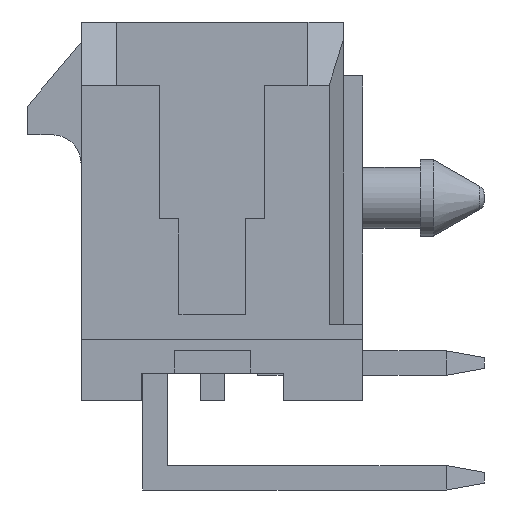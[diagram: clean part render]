
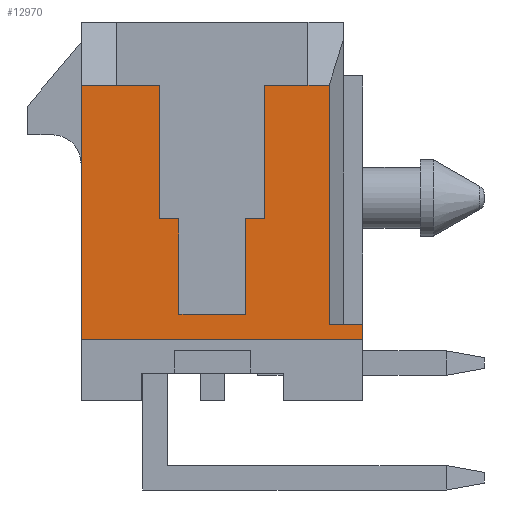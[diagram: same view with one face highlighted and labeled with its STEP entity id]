
A CAD part, left-side view. The second image highlights one B-rep face of the part: STEP entity #12970.
In plain terms, the highlighted planar face has unit normal (-1, 0, 0).
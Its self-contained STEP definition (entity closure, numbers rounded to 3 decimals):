
#1=DIRECTION('',(0.,0.,-1.));
#2=VECTOR('',#1,3.5);
#3=CARTESIAN_POINT('',(-19.825,-1.375,3.3));
#4=LINE('',#3,#2);
#5=DIRECTION('',(0.,1.,0.));
#6=VECTOR('',#5,1.125);
#7=CARTESIAN_POINT('',(-19.825,-2.5,3.3));
#8=LINE('',#7,#6);
#9=DIRECTION('',(0.,-1.,0.));
#10=VECTOR('',#9,0.555);
#11=CARTESIAN_POINT('',(-19.825,-2.5,3.3));
#12=LINE('',#11,#10);
#13=DIRECTION('',(0.,0.,-1.));
#14=VECTOR('',#13,6.26);
#15=CARTESIAN_POINT('',(-19.825,-3.055,3.3));
#16=LINE('',#15,#14);
#17=DIRECTION('',(0.,0.,-1.));
#18=VECTOR('',#17,0.4);
#19=CARTESIAN_POINT('',(-19.825,-3.935,-2.96));
#20=LINE('',#19,#18);
#21=DIRECTION('',(0.,1.,0.));
#22=VECTOR('',#21,7.37);
#23=CARTESIAN_POINT('',(-19.825,-3.935,-3.36));
#24=LINE('',#23,#22);
#25=DIRECTION('',(0.,0.,1.));
#26=VECTOR('',#25,6.66);
#27=CARTESIAN_POINT('',(-19.825,3.435,-3.36));
#28=LINE('',#27,#26);
#29=DIRECTION('',(0.,-1.,0.));
#30=VECTOR('',#29,0.935);
#31=CARTESIAN_POINT('',(-19.825,3.435,3.3));
#32=LINE('',#31,#30);
#33=DIRECTION('',(0.,1.,0.));
#34=VECTOR('',#33,1.125);
#35=CARTESIAN_POINT('',(-19.825,1.375,3.3));
#36=LINE('',#35,#34);
#37=DIRECTION('',(0.,0.,-1.));
#38=VECTOR('',#37,3.5);
#39=CARTESIAN_POINT('',(-19.825,1.375,3.3));
#40=LINE('',#39,#38);
#41=DIRECTION('',(0.,1.,0.));
#42=VECTOR('',#41,0.5);
#43=CARTESIAN_POINT('',(-19.825,0.875,-0.2));
#44=LINE('',#43,#42);
#45=DIRECTION('',(0.,0.,1.));
#46=VECTOR('',#45,2.5);
#47=CARTESIAN_POINT('',(-19.825,0.875,-2.7));
#48=LINE('',#47,#46);
#49=DIRECTION('',(0.,1.,0.));
#50=VECTOR('',#49,1.75);
#51=CARTESIAN_POINT('',(-19.825,-0.875,-2.7));
#52=LINE('',#51,#50);
#53=DIRECTION('',(0.,0.,-1.));
#54=VECTOR('',#53,2.5);
#55=CARTESIAN_POINT('',(-19.825,-0.875,-0.2));
#56=LINE('',#55,#54);
#57=DIRECTION('',(0.,1.,0.));
#58=VECTOR('',#57,0.5);
#59=CARTESIAN_POINT('',(-19.825,-1.375,-0.2));
#60=LINE('',#59,#58);
#9729=DIRECTION('',(0.,1.,0.));
#9730=VECTOR('',#9729,0.88);
#9731=CARTESIAN_POINT('',(-19.825,-3.935,-2.96));
#9732=LINE('',#9731,#9730);
#9898=CARTESIAN_POINT('',(-19.825,3.435,3.3));
#9900=VERTEX_POINT('',#9898);
#9943=CARTESIAN_POINT('',(-19.825,-3.935,-2.96));
#9944=CARTESIAN_POINT('',(-19.825,-3.055,-2.96));
#9945=VERTEX_POINT('',#9943);
#9946=VERTEX_POINT('',#9944);
#9951=CARTESIAN_POINT('',(-19.825,2.5,3.3));
#9952=VERTEX_POINT('',#9951);
#9953=CARTESIAN_POINT('',(-19.825,-2.5,3.3));
#9954=VERTEX_POINT('',#9953);
#9955=CARTESIAN_POINT('',(-19.825,-3.055,3.3));
#9956=VERTEX_POINT('',#9955);
#10195=CARTESIAN_POINT('',(-19.825,-1.375,3.3));
#10196=CARTESIAN_POINT('',(-19.825,-1.375,-0.2));
#10197=VERTEX_POINT('',#10195);
#10198=VERTEX_POINT('',#10196);
#10199=CARTESIAN_POINT('',(-19.825,-0.875,-0.2));
#10200=VERTEX_POINT('',#10199);
#10201=CARTESIAN_POINT('',(-19.825,-0.875,-2.7));
#10202=VERTEX_POINT('',#10201);
#10203=CARTESIAN_POINT('',(-19.825,0.875,-2.7));
#10204=VERTEX_POINT('',#10203);
#10205=CARTESIAN_POINT('',(-19.825,0.875,-0.2));
#10206=VERTEX_POINT('',#10205);
#10207=CARTESIAN_POINT('',(-19.825,1.375,-0.2));
#10208=VERTEX_POINT('',#10207);
#10209=CARTESIAN_POINT('',(-19.825,1.375,3.3));
#10210=VERTEX_POINT('',#10209);
#11169=CARTESIAN_POINT('',(-19.825,-3.935,-3.36));
#11170=CARTESIAN_POINT('',(-19.825,3.435,-3.36));
#11171=VERTEX_POINT('',#11169);
#11172=VERTEX_POINT('',#11170);
#12931=CARTESIAN_POINT('',(-19.825,0.,0.));
#12932=DIRECTION('',(1.,0.,0.));
#12933=DIRECTION('',(0.,0.,-1.));
#12934=AXIS2_PLACEMENT_3D('',#12931,#12932,#12933);
#12935=PLANE('',#12934);
#12937=ORIENTED_EDGE('',*,*,#12936,.F.);
#12939=ORIENTED_EDGE('',*,*,#12938,.F.);
#12941=ORIENTED_EDGE('',*,*,#12940,.T.);
#12943=ORIENTED_EDGE('',*,*,#12942,.T.);
#12945=ORIENTED_EDGE('',*,*,#12944,.F.);
#12947=ORIENTED_EDGE('',*,*,#12946,.T.);
#12949=ORIENTED_EDGE('',*,*,#12948,.T.);
#12951=ORIENTED_EDGE('',*,*,#12950,.T.);
#12953=ORIENTED_EDGE('',*,*,#12952,.T.);
#12955=ORIENTED_EDGE('',*,*,#12954,.F.);
#12957=ORIENTED_EDGE('',*,*,#12956,.T.);
#12959=ORIENTED_EDGE('',*,*,#12958,.F.);
#12961=ORIENTED_EDGE('',*,*,#12960,.F.);
#12963=ORIENTED_EDGE('',*,*,#12962,.F.);
#12965=ORIENTED_EDGE('',*,*,#12964,.F.);
#12967=ORIENTED_EDGE('',*,*,#12966,.F.);
#12968=EDGE_LOOP('',(#12937,#12939,#12941,#12943,#12945,#12947,#12949,#12951,
#12953,#12955,#12957,#12959,#12961,#12963,#12965,#12967));
#12969=FACE_OUTER_BOUND('',#12968,.F.);
#12970=ADVANCED_FACE('',(#12969),#12935,.F.);
#12936=EDGE_CURVE('',#10197,#10198,#4,.T.);
#12938=EDGE_CURVE('',#9954,#10197,#8,.T.);
#12940=EDGE_CURVE('',#9954,#9956,#12,.T.);
#12942=EDGE_CURVE('',#9956,#9946,#16,.T.);
#12944=EDGE_CURVE('',#9945,#9946,#9732,.T.);
#12946=EDGE_CURVE('',#9945,#11171,#20,.T.);
#12948=EDGE_CURVE('',#11171,#11172,#24,.T.);
#12950=EDGE_CURVE('',#11172,#9900,#28,.T.);
#12952=EDGE_CURVE('',#9900,#9952,#32,.T.);
#12954=EDGE_CURVE('',#10210,#9952,#36,.T.);
#12956=EDGE_CURVE('',#10210,#10208,#40,.T.);
#12958=EDGE_CURVE('',#10206,#10208,#44,.T.);
#12960=EDGE_CURVE('',#10204,#10206,#48,.T.);
#12962=EDGE_CURVE('',#10202,#10204,#52,.T.);
#12964=EDGE_CURVE('',#10200,#10202,#56,.T.);
#12966=EDGE_CURVE('',#10198,#10200,#60,.T.);
